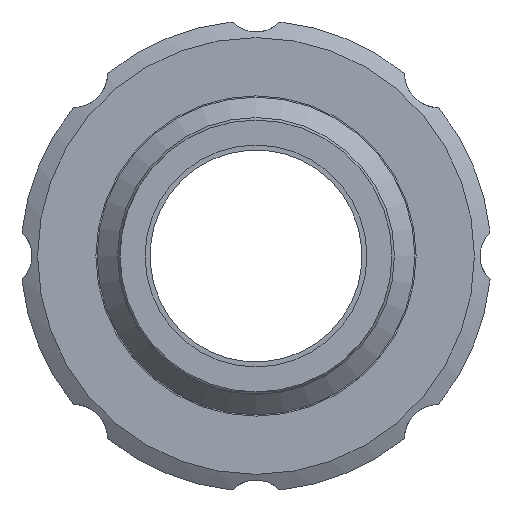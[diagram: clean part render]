
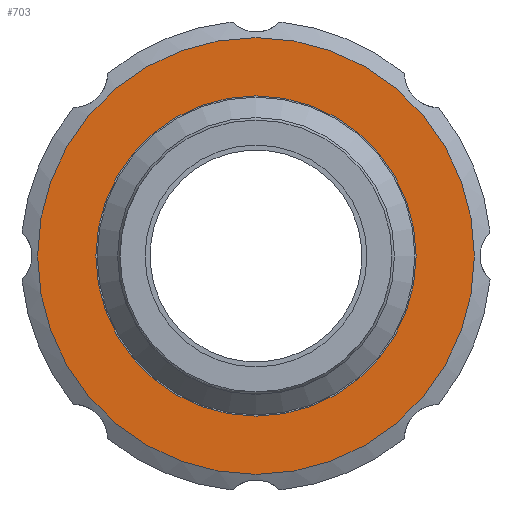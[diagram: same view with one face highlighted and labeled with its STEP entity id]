
A CAD part, left-side view. The second image highlights one B-rep face of the part: STEP entity #703.
In plain terms, the highlighted planar face has unit normal (-1, 0, 0).
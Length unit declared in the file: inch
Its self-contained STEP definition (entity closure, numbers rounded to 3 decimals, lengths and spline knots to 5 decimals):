
#14 = EDGE_LOOP ( 'NONE', ( #233 ) ) ;
#40 = AXIS2_PLACEMENT_3D ( 'NONE', #660, #664, #670 ) ;
#45 = CIRCLE ( 'NONE', #40, 1.46063 ) ;
#107 = VERTEX_POINT ( 'NONE', #892 ) ;
#132 = FACE_BOUND ( 'NONE', #917, .T. ) ;
#193 = EDGE_CURVE ( 'NONE', #107, #107, #377, .T. ) ;
#233 = ORIENTED_EDGE ( 'NONE', *, *, #193, .T. ) ;
#338 = VERTEX_POINT ( 'NONE', #965 ) ;
#377 = CIRCLE ( 'NONE', #1259, 1.99213 ) ;
#467 = EDGE_CURVE ( 'NONE', #338, #338, #45, .T. ) ;
#660 = CARTESIAN_POINT ( 'NONE',  ( -3.70036, 3.26098, 5.01574 ) ) ;
#664 = DIRECTION ( 'NONE',  ( 1., 0., 0. ) ) ;
#670 = DIRECTION ( 'NONE',  ( 0., 0., -1. ) ) ;
#703 = ADVANCED_FACE ( 'NONE', ( #759, #132 ), #1410, .T. ) ;
#729 = AXIS2_PLACEMENT_3D ( 'NONE', #1399, #1398, #1421 ) ;
#759 = FACE_OUTER_BOUND ( 'NONE', #14, .T. ) ;
#892 = CARTESIAN_POINT ( 'NONE',  ( -3.70036, 3.26098, 3.02361 ) ) ;
#917 = EDGE_LOOP ( 'NONE', ( #1590 ) ) ;
#965 = CARTESIAN_POINT ( 'NONE',  ( -3.70036, 3.26098, 3.55511 ) ) ;
#989 = DIRECTION ( 'NONE',  ( -1., 0., 0. ) ) ;
#1259 = AXIS2_PLACEMENT_3D ( 'NONE', #1524, #989, #1372 ) ;
#1372 = DIRECTION ( 'NONE',  ( 0., 0., -1. ) ) ;
#1398 = DIRECTION ( 'NONE',  ( -1., 0., 0. ) ) ;
#1399 = CARTESIAN_POINT ( 'NONE',  ( -3.70036, 4.98735, 5.01574 ) ) ;
#1410 = PLANE ( 'NONE',  #729 ) ;
#1421 = DIRECTION ( 'NONE',  ( 0., 0., 1. ) ) ;
#1524 = CARTESIAN_POINT ( 'NONE',  ( -3.70036, 3.26098, 5.01574 ) ) ;
#1590 = ORIENTED_EDGE ( 'NONE', *, *, #467, .T. ) ;
